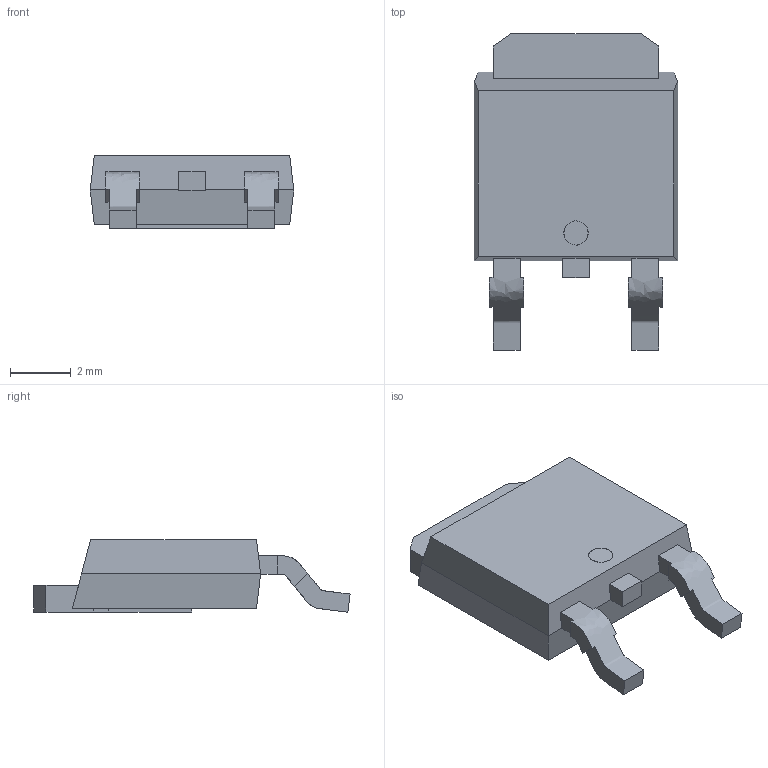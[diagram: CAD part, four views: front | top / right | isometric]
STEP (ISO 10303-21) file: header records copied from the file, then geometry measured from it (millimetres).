
FILE_DESCRIPTION(('CAx-IF Rec.Pracs.---Model Styling and Organization---1.5---2016-08-15','CAx-IF Rec.Pracs.---Geometric and Assembly Validation Properties---4.4---2016-08-17','CAx-IF Rec.Pracs.---User Defined Attributes---1.5---2016-08-15','CAx-IF Rec.Pracs.---External References---2.1---2005-01-19'),'2;1');
FILE_NAME('TO-252AA_6.5x6.1mm.step','2020-08-13T13:22:24',('Unspecified'),('Unspecified'),'CAD Exchanger 3.8.1 (cadexchanger.com)','Unspecified','');
FILE_SCHEMA(('AUTOMOTIVE_DESIGN { 1 0 10303 214 1 1 1 1 }'));
Length unit declared in the file: millimetre
Products named in the file (1): User Library-TO-255AA-1
Bounding box: 6.73 x 10.45 x 2.39 mm (x, y, z)
Volume: 100.3 mm3; surface area: 175.1 mm2
Topology: 1 solids, 1 shells, 66 faces, 196 edges, 134 vertices
Faces by surface type: bspline 61, cylinder 5
Entity records: 3544 total; most frequent: CARTESIAN_POINT 2015, ORIENTED_EDGE 392, EDGE_CURVE 196, VERTEX_POINT 134, DIRECTION 123, LINE 111, VECTOR 111, B_SPLINE_CURVE_WITH_KNOTS 85
